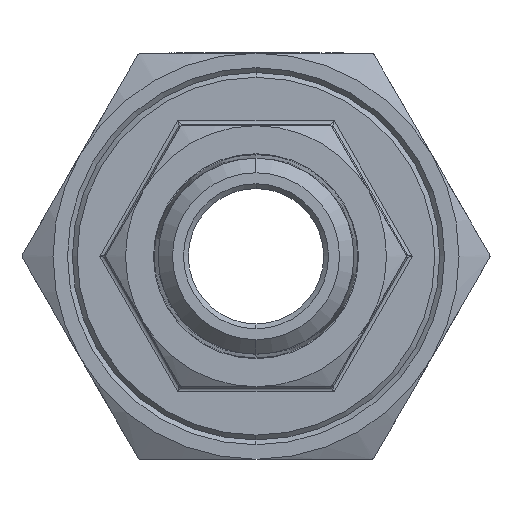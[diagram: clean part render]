
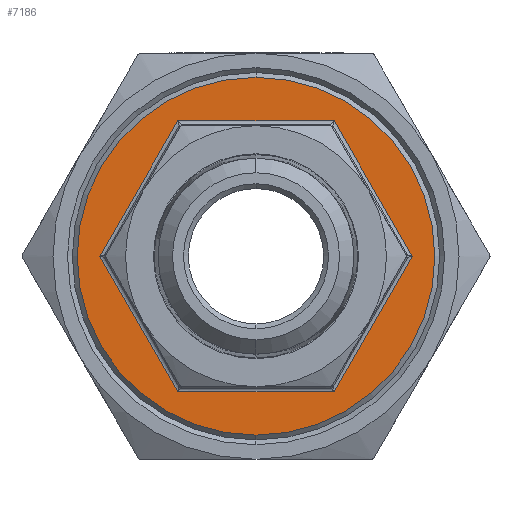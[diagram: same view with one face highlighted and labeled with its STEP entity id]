
A CAD part, left-side view. The second image highlights one B-rep face of the part: STEP entity #7186.
In plain terms, the highlighted planar face has unit normal (-1, 0, 0).
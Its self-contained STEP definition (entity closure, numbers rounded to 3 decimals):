
#13 = DIRECTION ( 'NONE',  ( 0., -1., 0. ) ) ;
#209 = ORIENTED_EDGE ( 'NONE', *, *, #2793, .F. ) ;
#396 = ORIENTED_EDGE ( 'NONE', *, *, #8475, .F. ) ;
#512 = CARTESIAN_POINT ( 'NONE',  ( -8.65, -8.083, -14. ) ) ;
#1216 = CARTESIAN_POINT ( 'NONE',  ( -8.65, 3.897, -14. ) ) ;
#1236 = CARTESIAN_POINT ( 'NONE',  ( -8.65, 0., 0. ) ) ;
#1600 = FACE_BOUND ( 'NONE', #13825, .T. ) ;
#1806 = LINE ( 'NONE', #6923, #2737 ) ;
#2414 = CIRCLE ( 'NONE', #15088, 18.5 ) ;
#2600 = CARTESIAN_POINT ( 'NONE',  ( -8.65, -8.083, 14. ) ) ;
#2637 = DIRECTION ( 'NONE',  ( 0., 0., 1. ) ) ;
#2737 = VECTOR ( 'NONE', #4506, 1000. ) ;
#2793 = EDGE_CURVE ( 'NONE', #3194, #2972, #15269, .T. ) ;
#2972 = VERTEX_POINT ( 'NONE', #7344 ) ;
#3194 = VERTEX_POINT ( 'NONE', #2600 ) ;
#3348 = VECTOR ( 'NONE', #13664, 1000. ) ;
#3442 = VERTEX_POINT ( 'NONE', #13993 ) ;
#3492 = CIRCLE ( 'NONE', #9685, 18.5 ) ;
#3610 = VECTOR ( 'NONE', #15537, 1000. ) ;
#3998 = CARTESIAN_POINT ( 'NONE',  ( -8.65, -10.176, -10.375 ) ) ;
#4231 = LINE ( 'NONE', #15392, #11261 ) ;
#4506 = DIRECTION ( 'NONE',  ( 0., 0.5, 0.866 ) ) ;
#4507 = EDGE_CURVE ( 'NONE', #3442, #14943, #3492, .T. ) ;
#4832 = CARTESIAN_POINT ( 'NONE',  ( -8.65, 0., 0. ) ) ;
#4880 = PLANE ( 'NONE',  #8708 ) ;
#5001 = FACE_OUTER_BOUND ( 'NONE', #14208, .T. ) ;
#5090 = EDGE_CURVE ( 'NONE', #2972, #8797, #4231, .T. ) ;
#5742 = CARTESIAN_POINT ( 'NONE',  ( -8.65, 0., -18.5 ) ) ;
#5830 = DIRECTION ( 'NONE',  ( 0., 0.5, -0.866 ) ) ;
#6009 = LINE ( 'NONE', #3998, #3348 ) ;
#6425 = DIRECTION ( 'NONE',  ( 0., 0., 1. ) ) ;
#6564 = VECTOR ( 'NONE', #10183, 1000. ) ;
#6679 = CARTESIAN_POINT ( 'NONE',  ( -8.65, -3.897, 14. ) ) ;
#6876 = VERTEX_POINT ( 'NONE', #512 ) ;
#6923 = CARTESIAN_POINT ( 'NONE',  ( -8.65, -14.073, 3.625 ) ) ;
#7186 = ADVANCED_FACE ( 'NONE', ( #5001, #1600 ), #4880, .T. ) ;
#7344 = CARTESIAN_POINT ( 'NONE',  ( -8.65, 8.083, 14. ) ) ;
#7435 = ORIENTED_EDGE ( 'NONE', *, *, #4507, .T. ) ;
#7488 = ORIENTED_EDGE ( 'NONE', *, *, #11873, .F. ) ;
#8139 = VERTEX_POINT ( 'NONE', #13840 ) ;
#8454 = DIRECTION ( 'NONE',  ( -1., 0., 0. ) ) ;
#8475 = EDGE_CURVE ( 'NONE', #15461, #6876, #12545, .T. ) ;
#8708 = AXIS2_PLACEMENT_3D ( 'NONE', #4832, #8454, #13 ) ;
#8797 = VERTEX_POINT ( 'NONE', #9270 ) ;
#8832 = CARTESIAN_POINT ( 'NONE',  ( -8.65, 0., 0. ) ) ;
#9270 = CARTESIAN_POINT ( 'NONE',  ( -8.65, 16.166, 0. ) ) ;
#9495 = VECTOR ( 'NONE', #9804, 1000. ) ;
#9685 = AXIS2_PLACEMENT_3D ( 'NONE', #8832, #10185, #6425 ) ;
#9804 = DIRECTION ( 'NONE',  ( 0., -0.5, -0.866 ) ) ;
#9831 = ORIENTED_EDGE ( 'NONE', *, *, #12323, .F. ) ;
#10183 = DIRECTION ( 'NONE',  ( 0., 1., 0. ) ) ;
#10185 = DIRECTION ( 'NONE',  ( -1., 0., 0. ) ) ;
#10887 = EDGE_CURVE ( 'NONE', #6876, #8139, #6009, .T. ) ;
#11261 = VECTOR ( 'NONE', #5830, 1000. ) ;
#11873 = EDGE_CURVE ( 'NONE', #8139, #3194, #1806, .T. ) ;
#12295 = DIRECTION ( 'NONE',  ( -1., 0., 0. ) ) ;
#12323 = EDGE_CURVE ( 'NONE', #8797, #15461, #12570, .T. ) ;
#12423 = ORIENTED_EDGE ( 'NONE', *, *, #15121, .T. ) ;
#12545 = LINE ( 'NONE', #1216, #3610 ) ;
#12570 = LINE ( 'NONE', #14530, #9495 ) ;
#12711 = ORIENTED_EDGE ( 'NONE', *, *, #5090, .F. ) ;
#13210 = CARTESIAN_POINT ( 'NONE',  ( -8.65, 8.083, -14. ) ) ;
#13664 = DIRECTION ( 'NONE',  ( 0., -0.5, 0.866 ) ) ;
#13825 = EDGE_LOOP ( 'NONE', ( #9831, #12711, #209, #7488, #15029, #396 ) ) ;
#13840 = CARTESIAN_POINT ( 'NONE',  ( -8.65, -16.166, 0. ) ) ;
#13993 = CARTESIAN_POINT ( 'NONE',  ( -8.65, 0., 18.5 ) ) ;
#14208 = EDGE_LOOP ( 'NONE', ( #7435, #12423 ) ) ;
#14530 = CARTESIAN_POINT ( 'NONE',  ( -8.65, 14.073, -3.625 ) ) ;
#14943 = VERTEX_POINT ( 'NONE', #5742 ) ;
#15029 = ORIENTED_EDGE ( 'NONE', *, *, #10887, .F. ) ;
#15088 = AXIS2_PLACEMENT_3D ( 'NONE', #1236, #12295, #2637 ) ;
#15121 = EDGE_CURVE ( 'NONE', #14943, #3442, #2414, .T. ) ;
#15269 = LINE ( 'NONE', #6679, #6564 ) ;
#15392 = CARTESIAN_POINT ( 'NONE',  ( -8.65, 10.176, 10.375 ) ) ;
#15461 = VERTEX_POINT ( 'NONE', #13210 ) ;
#15537 = DIRECTION ( 'NONE',  ( 0., -1., 0. ) ) ;
